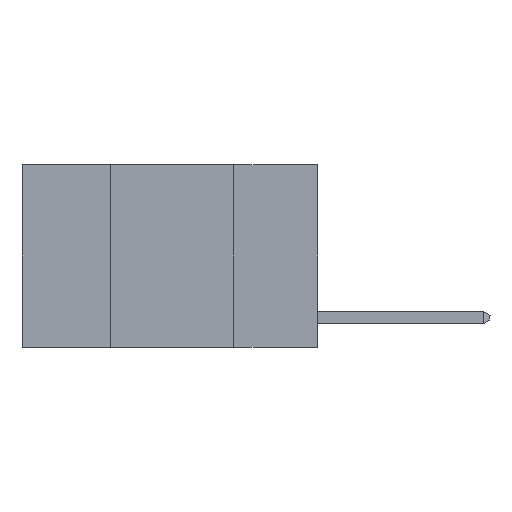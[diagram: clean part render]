
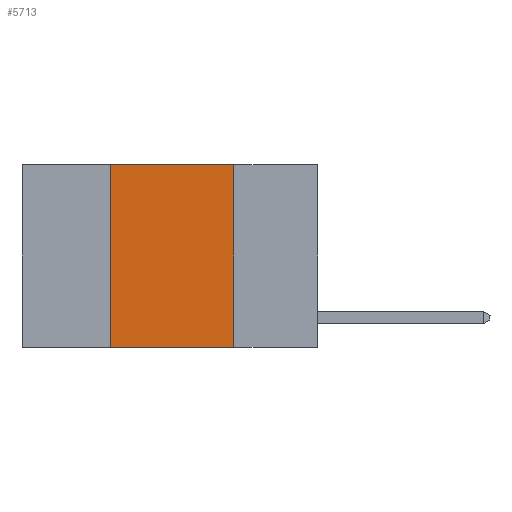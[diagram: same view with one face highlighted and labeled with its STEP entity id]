
A CAD part, left-side view. The second image highlights one B-rep face of the part: STEP entity #5713.
In plain terms, the highlighted planar face has unit normal (-1, 0, 0).
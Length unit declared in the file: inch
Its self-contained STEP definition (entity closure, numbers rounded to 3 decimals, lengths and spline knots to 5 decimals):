
#1 = CARTESIAN_POINT ( 'NONE',  ( 0., 0.42, 0. ) ) ;
#45 = CARTESIAN_POINT ( 'NONE',  ( 0., 0.17, 0. ) ) ;
#543 = PLANE ( 'NONE',  #1842 ) ;
#1731 = VERTEX_POINT ( 'NONE', #45 ) ;
#1762 = ORIENTED_EDGE ( 'NONE', *, *, #2982, .F. ) ;
#1842 = AXIS2_PLACEMENT_3D ( 'NONE', #13507, #15354, #4296 ) ;
#2982 = EDGE_CURVE ( 'NONE', #1731, #12190, #19834, .T. ) ;
#3204 = VECTOR ( 'NONE', #3310, 39.37008 ) ;
#3310 = DIRECTION ( 'NONE',  ( 0., 0., 1. ) ) ;
#4296 = DIRECTION ( 'NONE',  ( 0., 0., -1. ) ) ;
#4495 = VECTOR ( 'NONE', #16423, 39.37008 ) ;
#4690 = EDGE_LOOP ( 'NONE', ( #1762, #10801, #8188, #6763 ) ) ;
#5552 = CARTESIAN_POINT ( 'NONE',  ( 0., 0.17, 0. ) ) ;
#5713 = ADVANCED_FACE ( 'NONE', ( #5818 ), #543, .F. ) ;
#5818 = FACE_OUTER_BOUND ( 'NONE', #4690, .T. ) ;
#5944 = EDGE_CURVE ( 'NONE', #9727, #12190, #20159, .T. ) ;
#6763 = ORIENTED_EDGE ( 'NONE', *, *, #5944, .T. ) ;
#7002 = CARTESIAN_POINT ( 'NONE',  ( 0., 0.42, 0. ) ) ;
#8188 = ORIENTED_EDGE ( 'NONE', *, *, #23122, .F. ) ;
#8229 = VERTEX_POINT ( 'NONE', #1 ) ;
#8798 = EDGE_CURVE ( 'NONE', #8229, #1731, #19167, .T. ) ;
#9006 = CARTESIAN_POINT ( 'NONE',  ( 0., 0.6, -0.37 ) ) ;
#9727 = VERTEX_POINT ( 'NONE', #13123 ) ;
#10801 = ORIENTED_EDGE ( 'NONE', *, *, #8798, .F. ) ;
#11015 = VECTOR ( 'NONE', #19944, 39.37008 ) ;
#12190 = VERTEX_POINT ( 'NONE', #14854 ) ;
#13123 = CARTESIAN_POINT ( 'NONE',  ( 0., 0.42, -0.37 ) ) ;
#13507 = CARTESIAN_POINT ( 'NONE',  ( 0., 0.6, 0. ) ) ;
#14544 = CARTESIAN_POINT ( 'NONE',  ( 0., 0.6, 0. ) ) ;
#14810 = DIRECTION ( 'NONE',  ( 0., 0., -1. ) ) ;
#14854 = CARTESIAN_POINT ( 'NONE',  ( 0., 0.17, -0.37 ) ) ;
#14985 = VECTOR ( 'NONE', #14810, 39.37008 ) ;
#15354 = DIRECTION ( 'NONE',  ( 1., 0., 0. ) ) ;
#16423 = DIRECTION ( 'NONE',  ( 0., -1., 0. ) ) ;
#17943 = LINE ( 'NONE', #7002, #3204 ) ;
#19167 = LINE ( 'NONE', #14544, #4495 ) ;
#19834 = LINE ( 'NONE', #5552, #14985 ) ;
#19944 = DIRECTION ( 'NONE',  ( 0., -1., 0. ) ) ;
#20159 = LINE ( 'NONE', #9006, #11015 ) ;
#23122 = EDGE_CURVE ( 'NONE', #9727, #8229, #17943, .T. ) ;
